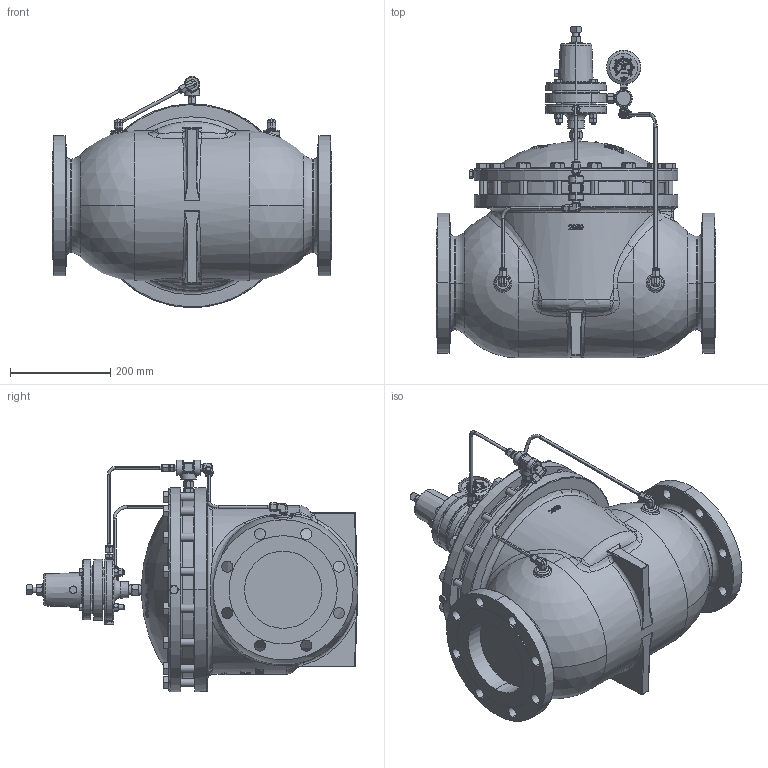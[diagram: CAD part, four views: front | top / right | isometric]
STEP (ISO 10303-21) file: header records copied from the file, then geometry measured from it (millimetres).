
FILE_DESCRIPTION (( 'STEP AP214' ), '1' );
FILE_NAME ('RBN6ARWF1S-AGU.STEP', '2026-03-16T19:02:36', ( '' ), ( '' ), 'SwSTEP 2.0', 'SolidWorks 2024', '' );
FILE_SCHEMA (( 'AUTOMOTIVE_DESIGN' ));
Length unit declared in the file: inch
Products named in the file (1): RBN6ARWF1S-AGU
Bounding box: 557.21 x 661.98 x 461.35 mm (x, y, z)
Volume: 48627639.3 mm3; surface area: 1248731.4 mm2
Topology: 1 solids, 1 shells, 4862 faces, 12988 edges, 8372 vertices
Faces by surface type: plane 2298, bspline 1426, cylinder 521, cone 466, torus 92, sphere 59
Entity records: 187766 total; most frequent: CARTESIAN_POINT 77943, ORIENTED_EDGE 25908, DIRECTION 17795, EDGE_CURVE 12954, VERTEX_POINT 8372, LINE 6561, VECTOR 6561, AXIS2_PLACEMENT_3D 5617
